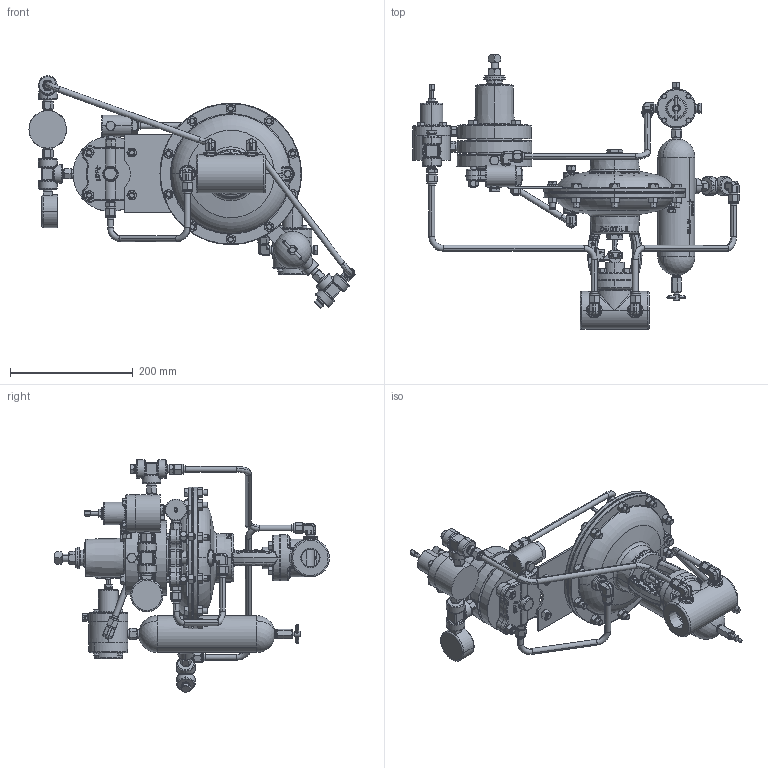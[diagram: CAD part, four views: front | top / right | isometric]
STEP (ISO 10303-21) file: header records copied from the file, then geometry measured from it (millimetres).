
FILE_DESCRIPTION (( 'STEP AP203' ), '1' );
FILE_NAME ('1 INCH HPCV 1400 SMT (30 HPPR).STEP', '2015-05-05T18:53:37', ( 'PCTech' ), ( 'Microsoft' ), 'SwSTEP 2.0', 'SolidWorks 2015', '' );
FILE_SCHEMA (( 'CONFIG_CONTROL_DESIGN' ));
Length unit declared in the file: inch
Products named in the file (1): 1 INCH HPCV 1400 SMT (30 HPPR)
Bounding box: 530.36 x 447.19 x 377.83 mm (x, y, z)
Volume: 5231403.7 mm3; surface area: 566179.3 mm2
Topology: 1 solids, 1 shells, 4914 faces, 12111 edges, 7353 vertices
Faces by surface type: plane 1749, bspline 1055, cone 923, cylinder 752, torus 342, sphere 93
Entity records: 198443 total; most frequent: CARTESIAN_POINT 92294, ORIENTED_EDGE 23998, DIRECTION 19557, EDGE_CURVE 11999, AXIS2_PLACEMENT_3D 7759, VERTEX_POINT 7353, EDGE_LOOP 5262, FACE_OUTER_BOUND 4914
